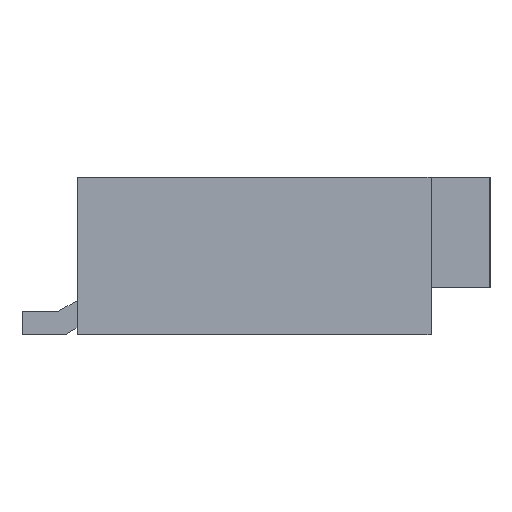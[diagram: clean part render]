
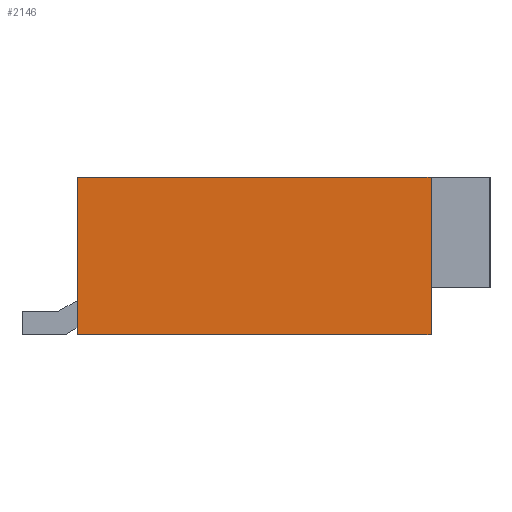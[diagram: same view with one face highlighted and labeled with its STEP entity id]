
A CAD part, left-side view. The second image highlights one B-rep face of the part: STEP entity #2146.
In plain terms, the highlighted planar face has unit normal (-1, 0, 0).
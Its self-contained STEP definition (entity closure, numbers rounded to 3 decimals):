
#50=FACE_OUTER_BOUND('',#182,.T.);
#182=EDGE_LOOP('',(#1433,#1434,#1435,#1436));
#321=LINE('',#3028,#621);
#325=LINE('',#3036,#625);
#326=LINE('',#3038,#626);
#327=LINE('',#3039,#627);
#621=VECTOR('',#2458,10.);
#625=VECTOR('',#2464,10.);
#626=VECTOR('',#2465,10.);
#627=VECTOR('',#2466,10.);
#917=VERTEX_POINT('',#3025);
#918=VERTEX_POINT('',#3027);
#921=VERTEX_POINT('',#3035);
#922=VERTEX_POINT('',#3037);
#1121=EDGE_CURVE('',#918,#917,#321,.T.);
#1125=EDGE_CURVE('',#917,#921,#325,.T.);
#1126=EDGE_CURVE('',#921,#922,#326,.T.);
#1127=EDGE_CURVE('',#922,#918,#327,.T.);
#1433=ORIENTED_EDGE('',*,*,#1125,.T.);
#1434=ORIENTED_EDGE('',*,*,#1126,.T.);
#1435=ORIENTED_EDGE('',*,*,#1127,.T.);
#1436=ORIENTED_EDGE('',*,*,#1121,.T.);
#2014=PLANE('',#2307);
#2146=ADVANCED_FACE('',(#50),#2014,.T.);
#2307=AXIS2_PLACEMENT_3D('',#3034,#2462,#2463);
#2458=DIRECTION('',(0.,0.,1.));
#2462=DIRECTION('center_axis',(-1.,0.,0.));
#2463=DIRECTION('ref_axis',(0.,0.,1.));
#2464=DIRECTION('',(0.,1.,0.));
#2465=DIRECTION('',(0.,0.,-1.));
#2466=DIRECTION('',(0.,-1.,0.));
#3025=CARTESIAN_POINT('',(-9.95,-4.5,2.));
#3027=CARTESIAN_POINT('',(-9.95,-4.5,0.));
#3028=CARTESIAN_POINT('',(-9.95,-4.5,0.));
#3034=CARTESIAN_POINT('Origin',(-9.95,-2.25,1.));
#3035=CARTESIAN_POINT('',(-9.95,0.,2.));
#3036=CARTESIAN_POINT('',(-9.95,-4.5,2.));
#3037=CARTESIAN_POINT('',(-9.95,0.,0.));
#3038=CARTESIAN_POINT('',(-9.95,0.,2.));
#3039=CARTESIAN_POINT('',(-9.95,0.,0.));
